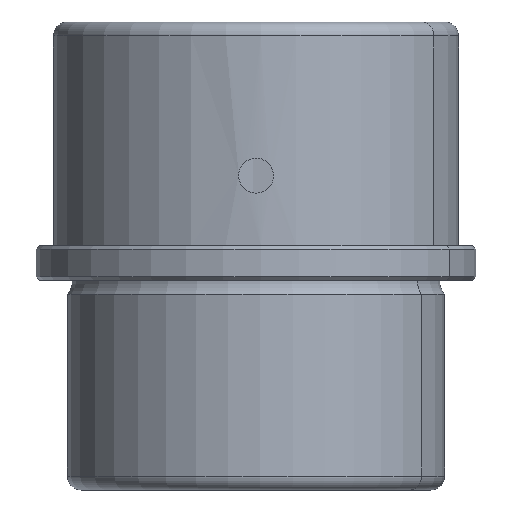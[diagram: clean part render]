
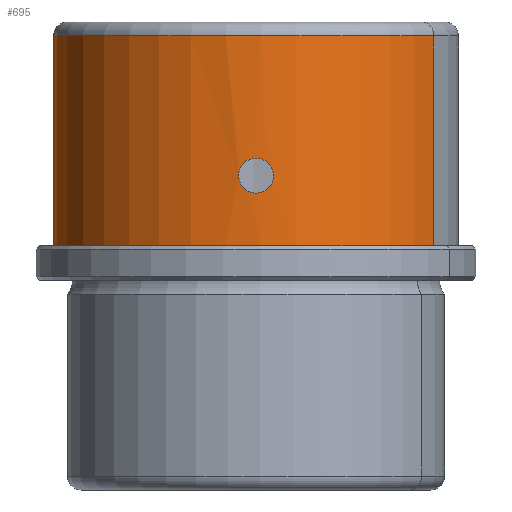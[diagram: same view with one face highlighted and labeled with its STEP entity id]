
A CAD part, front view. The second image highlights one B-rep face of the part: STEP entity #695.
In plain terms, the highlighted cylindrical face has radius 29 mm (diameter 58 mm), a partial arc.
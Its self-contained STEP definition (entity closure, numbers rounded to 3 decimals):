
#94=CARTESIAN_POINT('Vertex',(-2.194,-28.917,16.199)) ;
#98=CARTESIAN_POINT('Control Point',(2.194,-28.917,13.801)) ;
#99=CARTESIAN_POINT('Control Point',(1.894,-28.94,13.252)) ;
#100=CARTESIAN_POINT('Control Point',(1.423,-28.972,12.798)) ;
#101=CARTESIAN_POINT('Control Point',(0.818,-29.,12.509)) ;
#102=CARTESIAN_POINT('Control Point',(-0.159,-29.009,12.388)) ;
#103=CARTESIAN_POINT('Control Point',(-1.056,-28.983,12.701)) ;
#104=CARTESIAN_POINT('Control Point',(-1.336,-28.971,12.852)) ;
#105=CARTESIAN_POINT('Control Point',(-2.096,-28.93,13.431)) ;
#106=CARTESIAN_POINT('Control Point',(-2.535,-28.89,14.32)) ;
#107=CARTESIAN_POINT('Control Point',(-2.625,-28.88,14.993)) ;
#108=CARTESIAN_POINT('Control Point',(-2.497,-28.894,15.644)) ;
#109=CARTESIAN_POINT('Control Point',(-2.194,-28.917,16.199)) ;
#110=CARTESIAN_POINT('Vertex',(2.194,-28.917,13.801)) ;
#542=CARTESIAN_POINT('Axis2P3D Location',(0.,0.,5.)) ;
#546=CARTESIAN_POINT('Vertex',(25.45,-13.903,5.)) ;
#548=CARTESIAN_POINT('Vertex',(-25.45,13.903,5.)) ;
#561=CARTESIAN_POINT('Axis2P3D Location',(0.,0.,3.5)) ;
#566=CARTESIAN_POINT('Line Origine',(25.45,-13.903,21.)) ;
#570=CARTESIAN_POINT('Vertex',(25.45,-13.903,35.)) ;
#573=CARTESIAN_POINT('Line Origine',(-25.45,13.903,21.)) ;
#577=CARTESIAN_POINT('Vertex',(-25.45,13.903,35.)) ;
#633=CARTESIAN_POINT('Axis2P3D Location',(0.,0.,35.)) ;
#678=CARTESIAN_POINT('Control Point',(-2.194,-28.917,16.199)) ;
#679=CARTESIAN_POINT('Control Point',(-1.894,-28.94,16.748)) ;
#680=CARTESIAN_POINT('Control Point',(-1.423,-28.972,17.202)) ;
#681=CARTESIAN_POINT('Control Point',(-0.818,-29.,17.491)) ;
#682=CARTESIAN_POINT('Control Point',(0.159,-29.009,17.612)) ;
#683=CARTESIAN_POINT('Control Point',(1.056,-28.983,17.299)) ;
#684=CARTESIAN_POINT('Control Point',(1.336,-28.971,17.148)) ;
#685=CARTESIAN_POINT('Control Point',(2.096,-28.93,16.569)) ;
#686=CARTESIAN_POINT('Control Point',(2.535,-28.89,15.68)) ;
#687=CARTESIAN_POINT('Control Point',(2.625,-28.88,15.007)) ;
#688=CARTESIAN_POINT('Control Point',(2.497,-28.894,14.356)) ;
#689=CARTESIAN_POINT('Control Point',(2.194,-28.917,13.801)) ;
#543=DIRECTION('Axis2P3D Direction',(0.,0.,-1.)) ;
#562=DIRECTION('Axis2P3D Direction',(0.,0.,-1.)) ;
#563=DIRECTION('Axis2P3D XDirection',(-0.878,0.479,-0.)) ;
#567=DIRECTION('Vector Direction',(0.,0.,-1.)) ;
#574=DIRECTION('Vector Direction',(0.,0.,-1.)) ;
#634=DIRECTION('Axis2P3D Direction',(0.,0.,-1.)) ;
#544=AXIS2_PLACEMENT_3D('Circle Axis2P3D',#542,#543,$) ;
#564=AXIS2_PLACEMENT_3D('Cylinder Axis2P3D',#561,#562,#563) ;
#635=AXIS2_PLACEMENT_3D('Circle Axis2P3D',#633,#634,$) ;
#672=ORIENTED_EDGE('',*,*,#579,.F.) ;
#673=ORIENTED_EDGE('',*,*,#550,.F.) ;
#674=ORIENTED_EDGE('',*,*,#572,.T.) ;
#675=ORIENTED_EDGE('',*,*,#637,.T.) ;
#692=ORIENTED_EDGE('',*,*,#112,.T.) ;
#693=ORIENTED_EDGE('',*,*,#690,.T.) ;
#694=FACE_BOUND('',#691,.T.) ;
#568=VECTOR('Line Direction',#567,1.) ;
#575=VECTOR('Line Direction',#574,1.) ;
#695=ADVANCED_FACE('PartBody',(#676,#694),#565,.T.) ;
#97=B_SPLINE_CURVE_WITH_KNOTS('',5,(#98,#99,#100,#101,#102,#103,#104,#105,#106,#107,#108,#109),.UNSPECIFIED.,.F.,.U.,(6,3,3,6),(0.,4.426,6.639,11.112),.UNSPECIFIED.) ;
#677=B_SPLINE_CURVE_WITH_KNOTS('',5,(#678,#679,#680,#681,#682,#683,#684,#685,#686,#687,#688,#689),.UNSPECIFIED.,.F.,.U.,(6,3,3,6),(0.,4.426,6.639,11.112),.UNSPECIFIED.) ;
#545=CIRCLE('generated circle',#544,29.) ;
#636=CIRCLE('generated circle',#635,29.) ;
#565=CYLINDRICAL_SURFACE('generated cylinder',#564,29.) ;
#112=EDGE_CURVE('',#111,#95,#97,.T.) ;
#550=EDGE_CURVE('',#547,#549,#545,.T.) ;
#572=EDGE_CURVE('',#547,#571,#569,.F.) ;
#579=EDGE_CURVE('',#549,#578,#576,.F.) ;
#637=EDGE_CURVE('',#571,#578,#636,.T.) ;
#690=EDGE_CURVE('',#95,#111,#677,.T.) ;
#671=EDGE_LOOP('',(#672,#673,#674,#675)) ;
#691=EDGE_LOOP('',(#692,#693)) ;
#676=FACE_OUTER_BOUND('',#671,.T.) ;
#569=LINE('Line',#566,#568) ;
#576=LINE('Line',#573,#575) ;
#95=VERTEX_POINT('',#94) ;
#111=VERTEX_POINT('',#110) ;
#547=VERTEX_POINT('',#546) ;
#549=VERTEX_POINT('',#548) ;
#571=VERTEX_POINT('',#570) ;
#578=VERTEX_POINT('',#577) ;
